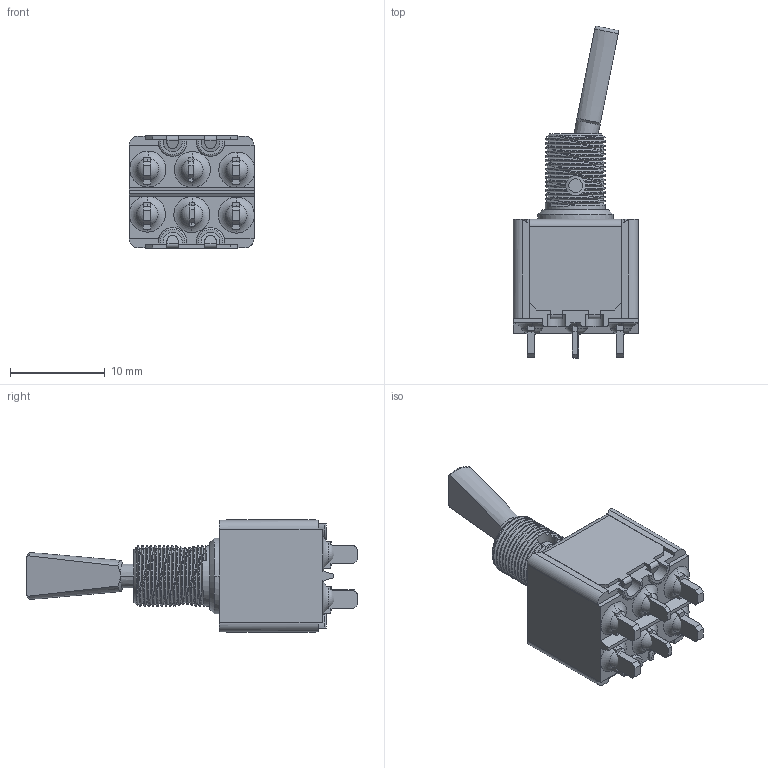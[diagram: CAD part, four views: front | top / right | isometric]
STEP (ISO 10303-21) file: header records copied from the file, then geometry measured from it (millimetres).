
FILE_DESCRIPTION((''),'2;1');
FILE_NAME('5642A9','2014-12-15T',('brevel'),(''),'PRO/ENGINEER BY PARAMETRIC TECHNOLOGY CORPORATION, 2013410','PRO/ENGINEER BY PARAMETRIC TECHNOLOGY CORPORATION, 2013410','');
FILE_SCHEMA(('CONFIG_CONTROL_DESIGN'));
Length unit declared in the file: millimetre
Products named in the file (1): 5642A9
Bounding box: 13.29 x 35.05 x 11.85 mm (x, y, z)
Surface area: 2184.6 mm2 (no closed solid volume)
Topology: 0 solids, 18 shells, 341 faces, 1028 edges, 694 vertices
Faces by surface type: plane 180, cylinder 62, bspline 58, torus 18, sphere 12, cone 11
Entity records: 16552 total; most frequent: CARTESIAN_POINT 8035, ORIENTED_EDGE 1894, DIRECTION 1461, EDGE_CURVE 1016, VERTEX_POINT 694, VECTOR 559, LINE 559, AXIS2_PLACEMENT_3D 451
